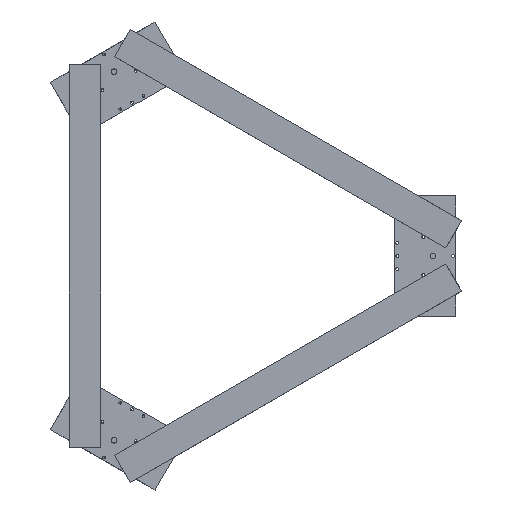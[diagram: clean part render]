
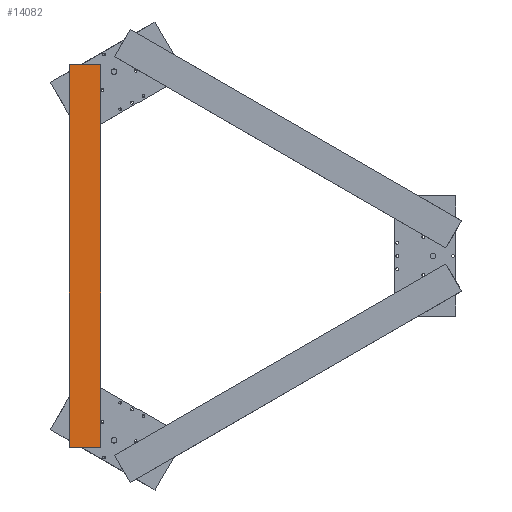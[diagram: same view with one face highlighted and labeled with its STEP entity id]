
A CAD part, top view. The second image highlights one B-rep face of the part: STEP entity #14082.
In plain terms, the highlighted planar face has unit normal (0, 0, 1).
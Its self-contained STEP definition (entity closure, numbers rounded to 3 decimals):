
#17 = EDGE_CURVE ( 'NONE', #12096, #708, #15099, .T. ) ;
#263 = EDGE_CURVE ( 'NONE', #18519, #5080, #7052, .T. ) ;
#288 = CARTESIAN_POINT ( 'NONE',  ( -1190., -1900., 822. ) ) ;
#708 = VERTEX_POINT ( 'NONE', #9604 ) ;
#807 = CARTESIAN_POINT ( 'NONE',  ( -1190., 1900., 822. ) ) ;
#1931 = LINE ( 'NONE', #17832, #16616 ) ;
#3136 = EDGE_LOOP ( 'NONE', ( #6801, #16836, #5531, #7457 ) ) ;
#4175 = CARTESIAN_POINT ( 'NONE',  ( -1500., 1900., 822. ) ) ;
#4688 = DIRECTION ( 'NONE',  ( 1., 0., 0. ) ) ;
#4871 = FACE_OUTER_BOUND ( 'NONE', #3136, .T. ) ;
#5080 = VERTEX_POINT ( 'NONE', #8735 ) ;
#5531 = ORIENTED_EDGE ( 'NONE', *, *, #17974, .T. ) ;
#6388 = VECTOR ( 'NONE', #8383, 1000. ) ;
#6801 = ORIENTED_EDGE ( 'NONE', *, *, #18584, .T. ) ;
#7015 = LINE ( 'NONE', #807, #6388 ) ;
#7052 = LINE ( 'NONE', #18480, #13701 ) ;
#7213 = VECTOR ( 'NONE', #8030, 1000. ) ;
#7457 = ORIENTED_EDGE ( 'NONE', *, *, #17, .T. ) ;
#7599 = CARTESIAN_POINT ( 'NONE',  ( -1500., 0., 822. ) ) ;
#7699 = PLANE ( 'NONE',  #8019 ) ;
#7976 = DIRECTION ( 'NONE',  ( 0., 0., 1. ) ) ;
#8019 = AXIS2_PLACEMENT_3D ( 'NONE', #7599, #7976, #4688 ) ;
#8030 = DIRECTION ( 'NONE',  ( 0., -1., 0. ) ) ;
#8383 = DIRECTION ( 'NONE',  ( -1., 0., 0. ) ) ;
#8735 = CARTESIAN_POINT ( 'NONE',  ( -1190., 1900., 822. ) ) ;
#8938 = DIRECTION ( 'NONE',  ( 1., 0., 0. ) ) ;
#9604 = CARTESIAN_POINT ( 'NONE',  ( -1500., -1900., 822. ) ) ;
#12096 = VERTEX_POINT ( 'NONE', #4175 ) ;
#13701 = VECTOR ( 'NONE', #18866, 1000. ) ;
#14082 = ADVANCED_FACE ( 'NONE', ( #4871 ), #7699, .T. ) ;
#15099 = LINE ( 'NONE', #18006, #7213 ) ;
#16616 = VECTOR ( 'NONE', #8938, 1000. ) ;
#16836 = ORIENTED_EDGE ( 'NONE', *, *, #263, .T. ) ;
#17832 = CARTESIAN_POINT ( 'NONE',  ( -1500., -1900., 822. ) ) ;
#17974 = EDGE_CURVE ( 'NONE', #5080, #12096, #7015, .T. ) ;
#18006 = CARTESIAN_POINT ( 'NONE',  ( -1500., 1900., 822. ) ) ;
#18480 = CARTESIAN_POINT ( 'NONE',  ( -1190., -1900., 822. ) ) ;
#18519 = VERTEX_POINT ( 'NONE', #288 ) ;
#18584 = EDGE_CURVE ( 'NONE', #708, #18519, #1931, .T. ) ;
#18866 = DIRECTION ( 'NONE',  ( 0., 1., 0. ) ) ;
